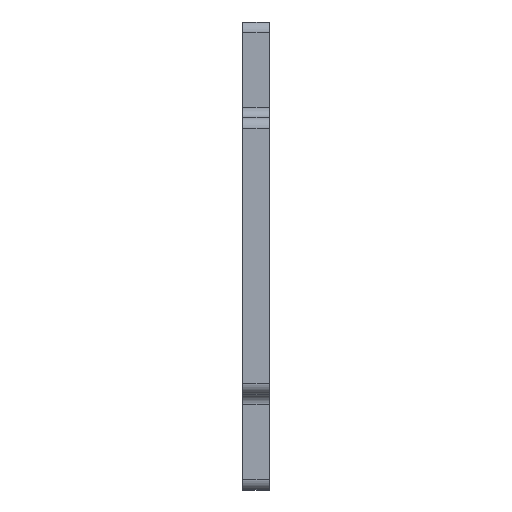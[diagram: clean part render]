
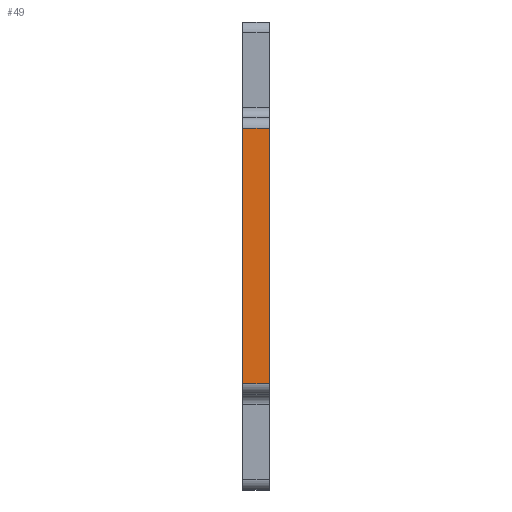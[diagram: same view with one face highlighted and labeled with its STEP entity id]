
A CAD part, left-side view. The second image highlights one B-rep face of the part: STEP entity #49.
In plain terms, the highlighted planar face has unit normal (-1, 0, 0).
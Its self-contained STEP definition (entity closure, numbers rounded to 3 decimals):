
#25 = LINE ( 'NONE', #230, #1429 ) ;
#27 = EDGE_CURVE ( 'NONE', #921, #811, #1344, .T. ) ;
#43 = CARTESIAN_POINT ( 'NONE',  ( -4., 2.5, 9. ) ) ;
#49 = ADVANCED_FACE ( 'NONE', ( #79 ), #1077, .F. ) ;
#66 = ORIENTED_EDGE ( 'NONE', *, *, #314, .F. ) ;
#67 = ORIENTED_EDGE ( 'NONE', *, *, #27, .T. ) ;
#79 = FACE_OUTER_BOUND ( 'NONE', #510, .T. ) ;
#101 = EDGE_CURVE ( 'NONE', #811, #176, #25, .T. ) ;
#175 = CARTESIAN_POINT ( 'NONE',  ( -4., 2.5, 34. ) ) ;
#176 = VERTEX_POINT ( 'NONE', #1478 ) ;
#202 = DIRECTION ( 'NONE',  ( 0., -1., 0. ) ) ;
#230 = CARTESIAN_POINT ( 'NONE',  ( -4., 0., 9. ) ) ;
#246 = VECTOR ( 'NONE', #202, 1000. ) ;
#311 = DIRECTION ( 'NONE',  ( 0., 0., 1. ) ) ;
#314 = EDGE_CURVE ( 'NONE', #921, #1061, #807, .T. ) ;
#398 = DIRECTION ( 'NONE',  ( 0., 0., 1. ) ) ;
#453 = EDGE_CURVE ( 'NONE', #176, #1061, #833, .T. ) ;
#510 = EDGE_LOOP ( 'NONE', ( #1244, #540, #66, #67 ) ) ;
#540 = ORIENTED_EDGE ( 'NONE', *, *, #453, .T. ) ;
#637 = CARTESIAN_POINT ( 'NONE',  ( -4., 2.5, 10. ) ) ;
#807 = LINE ( 'NONE', #43, #1402 ) ;
#811 = VERTEX_POINT ( 'NONE', #1341 ) ;
#822 = AXIS2_PLACEMENT_3D ( 'NONE', #1324, #971, #1084 ) ;
#824 = VECTOR ( 'NONE', #984, 1000. ) ;
#833 = LINE ( 'NONE', #1462, #824 ) ;
#921 = VERTEX_POINT ( 'NONE', #637 ) ;
#971 = DIRECTION ( 'NONE',  ( 1., 0., 0. ) ) ;
#984 = DIRECTION ( 'NONE',  ( 0., 1., 0. ) ) ;
#1061 = VERTEX_POINT ( 'NONE', #175 ) ;
#1077 = PLANE ( 'NONE',  #822 ) ;
#1084 = DIRECTION ( 'NONE',  ( 0., 0., -1. ) ) ;
#1244 = ORIENTED_EDGE ( 'NONE', *, *, #101, .T. ) ;
#1316 = CARTESIAN_POINT ( 'NONE',  ( -4., 2.5, 10. ) ) ;
#1324 = CARTESIAN_POINT ( 'NONE',  ( -4., 2.5, 9. ) ) ;
#1341 = CARTESIAN_POINT ( 'NONE',  ( -4., 0., 10. ) ) ;
#1344 = LINE ( 'NONE', #1316, #246 ) ;
#1402 = VECTOR ( 'NONE', #311, 1000. ) ;
#1429 = VECTOR ( 'NONE', #398, 1000. ) ;
#1462 = CARTESIAN_POINT ( 'NONE',  ( -4., 2.5, 34. ) ) ;
#1478 = CARTESIAN_POINT ( 'NONE',  ( -4., 0., 34. ) ) ;
